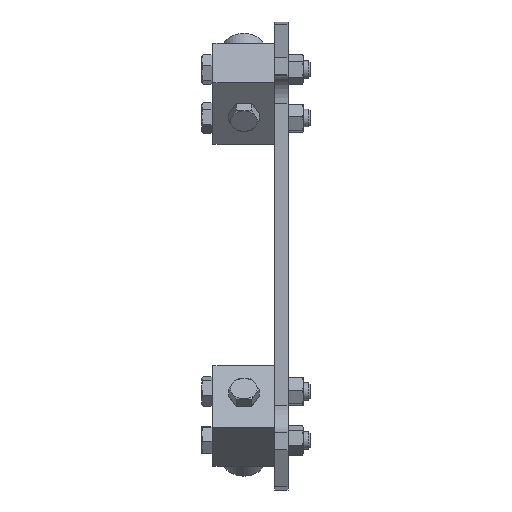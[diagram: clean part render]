
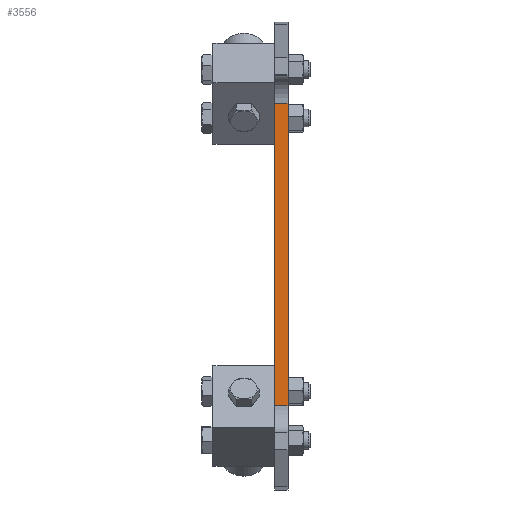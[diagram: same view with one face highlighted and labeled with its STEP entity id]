
A CAD part, left-side view. The second image highlights one B-rep face of the part: STEP entity #3556.
In plain terms, the highlighted face is planar.
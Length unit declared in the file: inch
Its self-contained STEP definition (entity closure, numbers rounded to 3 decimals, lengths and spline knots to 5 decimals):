
#331=PLANE('',#4081);
#475=FACE_OUTER_BOUND('',#732,.T.);
#732=EDGE_LOOP('',(#2757,#2758,#2759,#2760));
#1006=LINE('',#5807,#1234);
#1013=LINE('',#5825,#1241);
#1014=LINE('',#5827,#1242);
#1015=LINE('',#5828,#1243);
#1234=VECTOR('',#4774,0.3937);
#1241=VECTOR('',#4787,0.3937);
#1242=VECTOR('',#4788,0.3937);
#1243=VECTOR('',#4789,0.3937);
#1743=VERTEX_POINT('',#5804);
#1744=VERTEX_POINT('',#5806);
#1752=VERTEX_POINT('',#5824);
#1753=VERTEX_POINT('',#5826);
#2128=EDGE_CURVE('',#1743,#1744,#1006,.T.);
#2137=EDGE_CURVE('',#1752,#1743,#1013,.T.);
#2138=EDGE_CURVE('',#1753,#1752,#1014,.T.);
#2139=EDGE_CURVE('',#1753,#1744,#1015,.T.);
#2757=ORIENTED_EDGE('',*,*,#2137,.F.);
#2758=ORIENTED_EDGE('',*,*,#2138,.F.);
#2759=ORIENTED_EDGE('',*,*,#2139,.T.);
#2760=ORIENTED_EDGE('',*,*,#2128,.F.);
#3556=ADVANCED_FACE('',(#475),#331,.T.);
#4081=AXIS2_PLACEMENT_3D('',#5823,#4785,#4786);
#4774=DIRECTION('',(-1.,0.,0.));
#4785=DIRECTION('center_axis',(0.,-1.,0.));
#4786=DIRECTION('ref_axis',(1.,0.,0.));
#4787=DIRECTION('',(0.,0.,-1.));
#4788=DIRECTION('',(1.,0.,0.));
#4789=DIRECTION('',(0.,0.,-1.));
#5804=CARTESIAN_POINT('',(4.27875,0.,-0.1875));
#5806=CARTESIAN_POINT('',(-4.28375,0.,-0.1875));
#5807=CARTESIAN_POINT('',(4.27875,0.,-0.1875));
#5823=CARTESIAN_POINT('Origin',(-4.28375,0.,0.));
#5824=CARTESIAN_POINT('',(4.27875,0.,0.1875));
#5825=CARTESIAN_POINT('',(4.27875,0.,0.));
#5826=CARTESIAN_POINT('',(-4.28375,0.,0.1875));
#5827=CARTESIAN_POINT('',(4.27875,0.,0.1875));
#5828=CARTESIAN_POINT('',(-4.28375,0.,0.));
